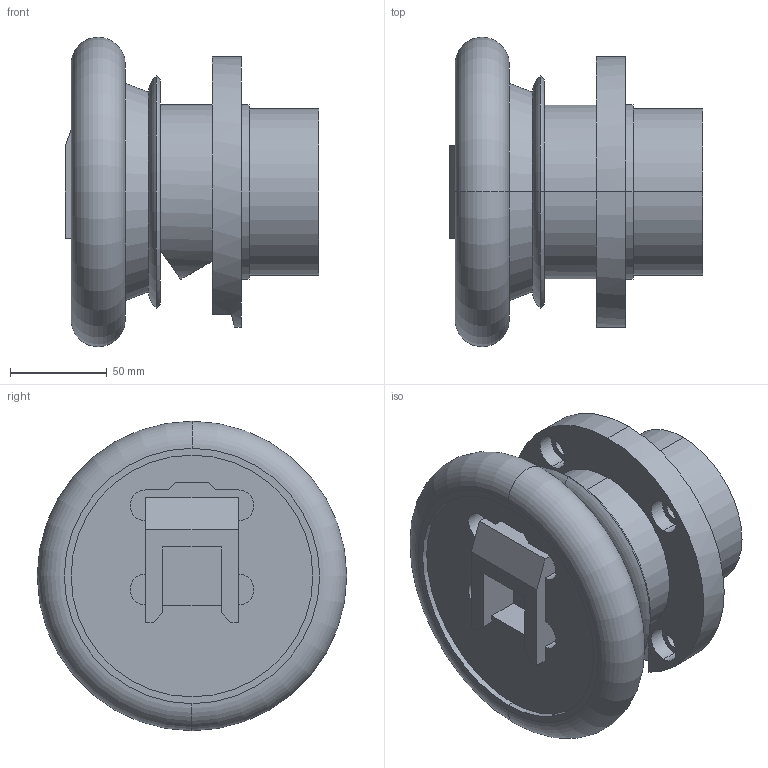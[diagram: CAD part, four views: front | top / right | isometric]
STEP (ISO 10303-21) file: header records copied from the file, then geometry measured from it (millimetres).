
FILE_DESCRIPTION (( 'STEP AP203' ), '1' );
FILE_NAME ('FLO28(·½¿Ú30).STEP', '2019-11-19T05:38:25', ( 'Microsoft' ), ( 'MS' ), 'SwSTEP 2.0', 'SolidWorks 2012', '' );
FILE_SCHEMA (( 'CONFIG_CONTROL_DESIGN' ));
Length unit declared in the file: millimetre
Products named in the file (1): FLO28(源諳30)
Bounding box: 131 x 160 x 160 mm (x, y, z)
Volume: 1240468.2 mm3; surface area: 117471.1 mm2
Topology: 1 solids, 1 shells, 129 faces, 310 edges, 204 vertices
Faces by surface type: plane 75, cylinder 46, torus 6, cone 2
Entity records: 3861 total; most frequent: DIRECTION 672, CARTESIAN_POINT 662, ORIENTED_EDGE 620, EDGE_CURVE 310, AXIS2_PLACEMENT_3D 238, VERTEX_POINT 204, LINE 196, VECTOR 196
